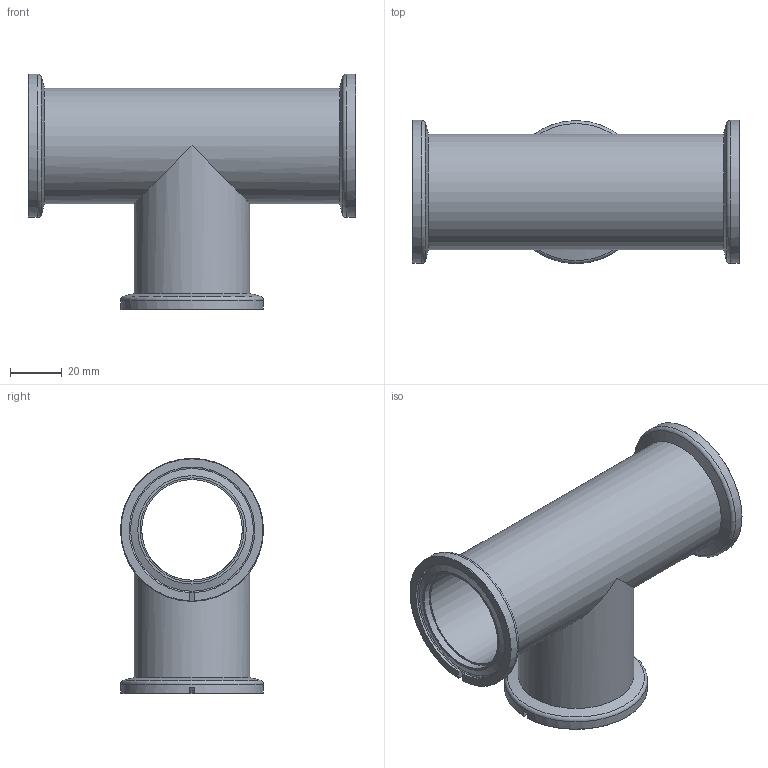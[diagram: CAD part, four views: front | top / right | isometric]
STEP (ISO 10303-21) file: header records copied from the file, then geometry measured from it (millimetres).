
FILE_DESCRIPTION(/* description */ (''),/* implementation_level */ '2;1');
FILE_NAME(/* name */ '33.040005.661.340',/* time_stamp */ '2019-03-07T09:49:23+01:00',/* author */ ('Murat Coskun Bicak'),/* organization */ ('Evac AG'),/* preprocessor_version */ 'ST-DEVELOPER v16.7',/* originating_system */ 'DEX',/* authorisation */ $);
FILE_SCHEMA (('AUTOMOTIVE_DESIGN {1 0 10303 214 3 1 1}'));
Length unit declared in the file: millimetre
Products named in the file (3): 33.040005.661.340; 32.040005.640.340-nachbe.; Rohr T DN40
Assembly tree (4 placements, depth 2):
  33.040005.661.340
    32.040005.640.340-nachbe.  x3
    Rohr T DN40
Bounding box: 126 x 55 x 90.5 mm (x, y, z)
Volume: 72591.8 mm3; surface area: 53069.1 mm2
Topology: 4 solids, 4 shells, 52 faces, 128 edges, 83 vertices
Faces by surface type: plane 21, cylinder 16, cone 9, torus 6
Full cylindrical faces by diameter (mm): 38.7 x2, 40 x3, 44.5 x5, 55 x3
Entity records: 655 total; most frequent: DIRECTION 108, CARTESIAN_POINT 108, ORIENTED_EDGE 72, AXIS2_PLACEMENT_3D 50, EDGE_LOOP 40, FACE_BOUND 40, EDGE_CURVE 36, VERTEX_POINT 30
